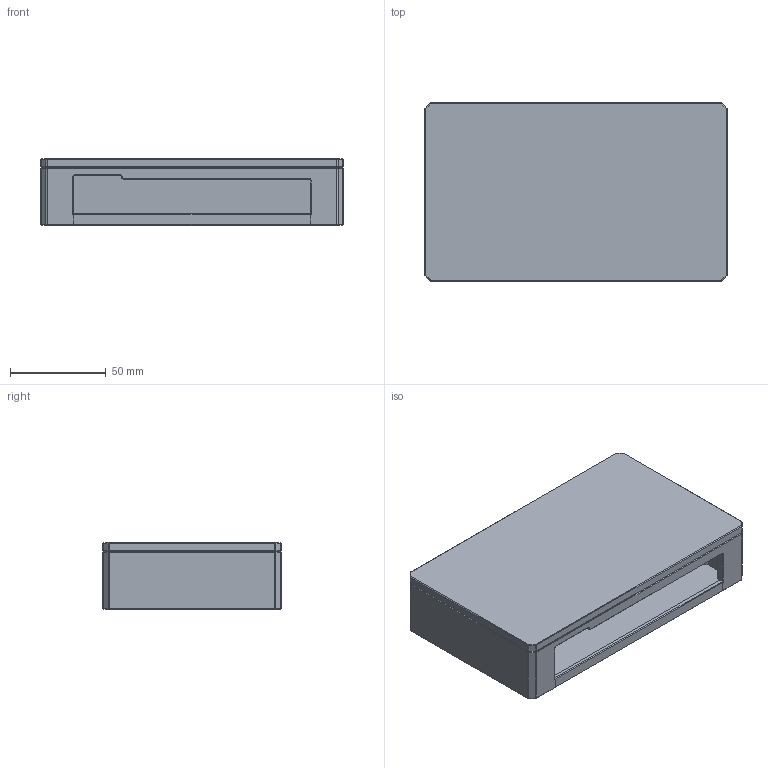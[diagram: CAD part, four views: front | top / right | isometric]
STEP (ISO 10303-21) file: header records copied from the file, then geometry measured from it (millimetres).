
FILE_DESCRIPTION(/* description */ ('STEP AP242','CAx-IF Rec.Pracs.---Representation and Presentation of Product Manufacturing Information (PMI)---4.0---2014-10-13','CAx-IF Rec.Pracs.---3D Tessellated Geometry---0.4---2014-09-14','2;1'),/* implementation_level */ '2;1');
FILE_NAME(/* name */ '619134643fe69a7fa00d18ea',/* time_stamp */ '2021-11-14T16:08:06+00:00',/* author */ (''),/* organization */ (''),/* preprocessor_version */ 'ST-DEVELOPER v18.1',/* originating_system */ ' ',/* authorisation */ ' ');
FILE_SCHEMA (('AP242_MANAGED_MODEL_BASED_3D_ENGINEERING_MIM_LF { 1 0 10303 442 1 1 4 }'));
Length unit declared in the file: metre
Products named in the file (4): Driver_Hub_Housing; Driver_Hub_Case; Driver_Hub_Lid; Driver_Hub_Bottom
Assembly tree (3 placements, depth 2):
  Driver_Hub_Housing
    Driver_Hub_Case
    Driver_Hub_Lid
    Driver_Hub_Bottom
Bounding box: 157.99 x 92.99 x 34.7 mm (x, y, z)
Volume: 239129.3 mm3; surface area: 97906.6 mm2
Topology: 3 solids, 3 shells, 601 faces, 1532 edges, 929 vertices
Faces by surface type: plane 409, cylinder 87, cone 68, torus 25, bspline 12
Full cylindrical faces by diameter (mm): 3.5 x2, 4.2 x8, 6 x2, 6.3 x4, 7.5 x4
Entity records: 17770 total; most frequent: CARTESIAN_POINT 3406, ORIENTED_EDGE 2940, DIRECTION 2891, EDGE_CURVE 1470, LINE 1091, VECTOR 1091, VERTEX_POINT 911, AXIS2_PLACEMENT_3D 900
